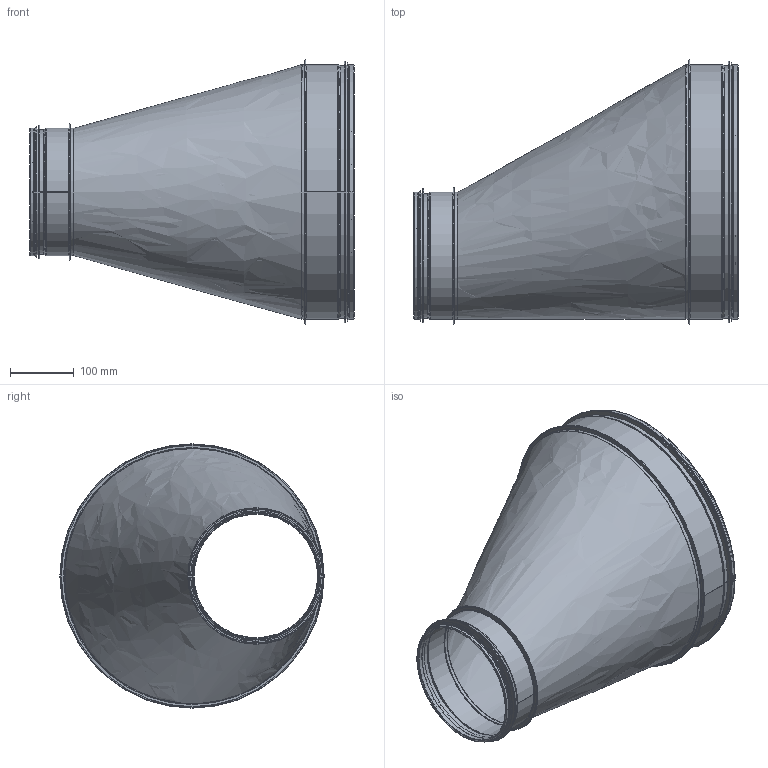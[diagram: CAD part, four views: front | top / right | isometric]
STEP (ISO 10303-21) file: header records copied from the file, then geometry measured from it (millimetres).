
FILE_DESCRIPTION(/* description */ ('Stos Med Fals Rörämne'),/* implementation_level */ '2;1');
FILE_NAME(/* name */ 'HFB-400-04.stp',/* time_stamp */ '2016-05-11T14:33:23+02:00',/* author */ ('John'),/* organization */ (''),/* preprocessor_version */ 'ST-DEVELOPER v15.6',/* originating_system */ 'Autodesk Inventor 2015',/* authorisation */ '');
FILE_SCHEMA (('AUTOMOTIVE_DESIGN { 1 0 10303 214 3 1 1 }'));
Length unit declared in the file: millimetre
Products named in the file (8): StosMedFalsRörämne-400; 999009; StosMedFals-400; HFB-BC-08; StosMedFalsRörämne-200; 999006; StosMedFals-200; HFB-400-04
Bounding box: 507.2 x 413.3 x 413.3 mm (x, y, z)
Volume: 373845.2 mm3; surface area: 1192768.6 mm2
Topology: 6 solids, 6 shells, 159 faces, 309 edges, 168 vertices
Faces by surface type: plane 75, torus 36, cylinder 32, cone 12, bspline 4
Full cylindrical faces by diameter (mm): 193.15 x1, 194.15 x1, 195.35 x1, 197.75 x1, 197.95 x5, 198.95 x3, 201.95 x1, 204.35 x1, 208.95 x1, 209.35 x1, 393 x1, 394 x1, 395.2 x1, 397.6 x1, 397.8 x5, 398.8 x3, 401.8 x1, 404.2 x1, 408.8 x1, 409.2 x1
Entity records: 4507 total; most frequent: CARTESIAN_POINT 995, DIRECTION 763, ORIENTED_EDGE 558, AXIS2_PLACEMENT_3D 326, EDGE_CURVE 275, EDGE_LOOP 207, VERTEX_POINT 168, STYLED_ITEM 164
